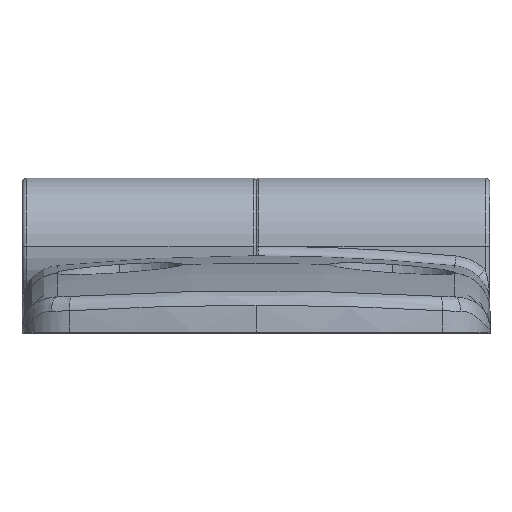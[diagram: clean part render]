
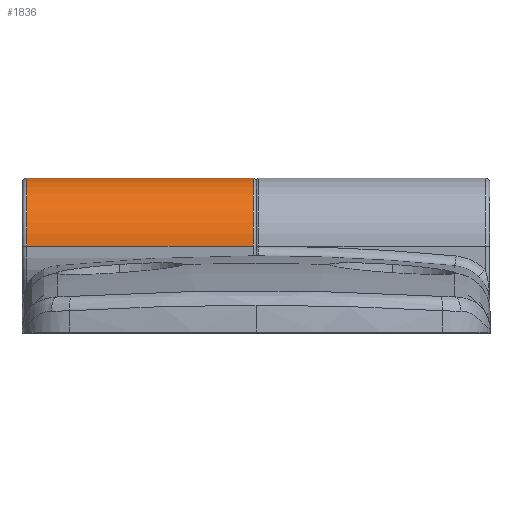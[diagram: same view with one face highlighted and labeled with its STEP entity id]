
A CAD part, top view. The second image highlights one B-rep face of the part: STEP entity #1836.
In plain terms, the highlighted cylindrical face has radius 7 mm (diameter 14 mm), a partial arc.
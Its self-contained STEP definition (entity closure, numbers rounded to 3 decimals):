
#46 = VERTEX_POINT ( 'NONE', #7339 ) ;
#254 = EDGE_CURVE ( 'NONE', #3732, #2659, #7024, .T. ) ;
#1653 = CARTESIAN_POINT ( 'NONE',  ( -0.3, 8.95, 7. ) ) ;
#1764 = LINE ( 'NONE', #6151, #3323 ) ;
#1836 = ADVANCED_FACE ( 'NONE', ( #5509 ), #3849, .T. ) ;
#1982 = VERTEX_POINT ( 'NONE', #3654 ) ;
#2197 = AXIS2_PLACEMENT_3D ( 'NONE', #4398, #4416, #4466 ) ;
#2501 = DIRECTION ( 'NONE',  ( -1., 0., 0. ) ) ;
#2618 = CARTESIAN_POINT ( 'NONE',  ( -23.5, 8.95, 0. ) ) ;
#2651 = EDGE_LOOP ( 'NONE', ( #2854, #7370, #7170, #6832 ) ) ;
#2659 = VERTEX_POINT ( 'NONE', #7020 ) ;
#2854 = ORIENTED_EDGE ( 'NONE', *, *, #5407, .F. ) ;
#2863 = EDGE_CURVE ( 'NONE', #2659, #46, #1764, .T. ) ;
#3054 = AXIS2_PLACEMENT_3D ( 'NONE', #2618, #6619, #3216 ) ;
#3216 = DIRECTION ( 'NONE',  ( 0., 0., 1. ) ) ;
#3222 = CIRCLE ( 'NONE', #3054, 7. ) ;
#3323 = VECTOR ( 'NONE', #6157, 1000. ) ;
#3386 = LINE ( 'NONE', #6486, #6026 ) ;
#3654 = CARTESIAN_POINT ( 'NONE',  ( -23.5, 8.95, 7. ) ) ;
#3732 = VERTEX_POINT ( 'NONE', #1653 ) ;
#3849 = CYLINDRICAL_SURFACE ( 'NONE', #2197, 7. ) ;
#4035 = EDGE_CURVE ( 'NONE', #46, #1982, #3222, .T. ) ;
#4398 = CARTESIAN_POINT ( 'NONE',  ( 24., 8.95, 0. ) ) ;
#4416 = DIRECTION ( 'NONE',  ( -1., 0., 0. ) ) ;
#4466 = DIRECTION ( 'NONE',  ( 0., 0., 1. ) ) ;
#4925 = AXIS2_PLACEMENT_3D ( 'NONE', #5687, #5626, #5602 ) ;
#5407 = EDGE_CURVE ( 'NONE', #3732, #1982, #3386, .T. ) ;
#5509 = FACE_OUTER_BOUND ( 'NONE', #2651, .T. ) ;
#5602 = DIRECTION ( 'NONE',  ( 0., 0., -1. ) ) ;
#5626 = DIRECTION ( 'NONE',  ( -1., 0., 0. ) ) ;
#5687 = CARTESIAN_POINT ( 'NONE',  ( -0.3, 8.95, 0. ) ) ;
#6026 = VECTOR ( 'NONE', #2501, 1000. ) ;
#6151 = CARTESIAN_POINT ( 'NONE',  ( 24., 8.95, -7. ) ) ;
#6157 = DIRECTION ( 'NONE',  ( -1., 0., 0. ) ) ;
#6486 = CARTESIAN_POINT ( 'NONE',  ( 24., 8.95, 7. ) ) ;
#6619 = DIRECTION ( 'NONE',  ( 1., 0., 0. ) ) ;
#6832 = ORIENTED_EDGE ( 'NONE', *, *, #4035, .T. ) ;
#7020 = CARTESIAN_POINT ( 'NONE',  ( -0.3, 8.95, -7. ) ) ;
#7024 = CIRCLE ( 'NONE', #4925, 7. ) ;
#7170 = ORIENTED_EDGE ( 'NONE', *, *, #2863, .T. ) ;
#7339 = CARTESIAN_POINT ( 'NONE',  ( -23.5, 8.95, -7. ) ) ;
#7370 = ORIENTED_EDGE ( 'NONE', *, *, #254, .T. ) ;
